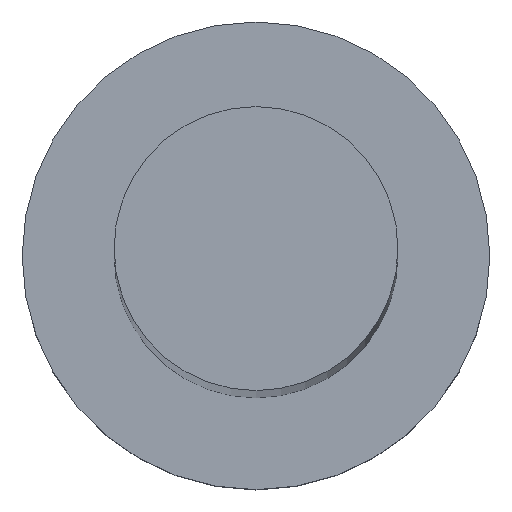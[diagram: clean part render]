
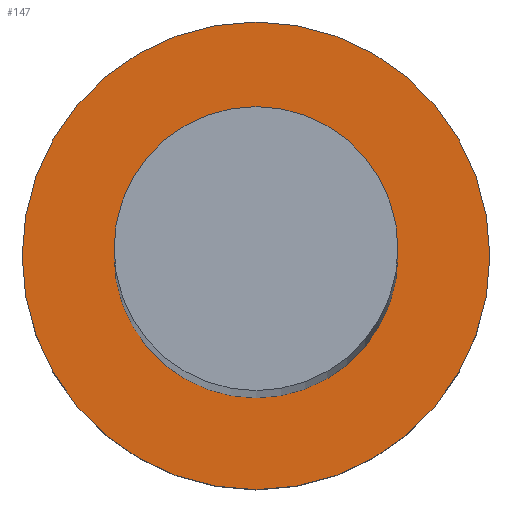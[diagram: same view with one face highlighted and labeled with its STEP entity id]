
A CAD part, top view. The second image highlights one B-rep face of the part: STEP entity #147.
In plain terms, the highlighted planar face has unit normal (0, 0, 1).
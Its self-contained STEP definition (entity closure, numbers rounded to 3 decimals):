
#5 = CIRCLE ( 'NONE', #254, 4.25 ) ;
#14 = CIRCLE ( 'NONE', #78, 4.25 ) ;
#15 = AXIS2_PLACEMENT_3D ( 'NONE', #134, #34, #113 ) ;
#17 = CARTESIAN_POINT ( 'NONE',  ( -4.25, 0., 5. ) ) ;
#21 = EDGE_CURVE ( 'NONE', #242, #45, #167, .T. ) ;
#34 = DIRECTION ( 'NONE',  ( 0., 0., 1. ) ) ;
#45 = VERTEX_POINT ( 'NONE', #63 ) ;
#47 = DIRECTION ( 'NONE',  ( 1., 0., 0. ) ) ;
#48 = AXIS2_PLACEMENT_3D ( 'NONE', #206, #207, #107 ) ;
#53 = CARTESIAN_POINT ( 'NONE',  ( 0., 0., 5. ) ) ;
#63 = CARTESIAN_POINT ( 'NONE',  ( 7., 0., 5. ) ) ;
#67 = EDGE_CURVE ( 'NONE', #45, #242, #201, .T. ) ;
#74 = EDGE_CURVE ( 'NONE', #203, #247, #14, .T. ) ;
#78 = AXIS2_PLACEMENT_3D ( 'NONE', #248, #90, #47 ) ;
#83 = ORIENTED_EDGE ( 'NONE', *, *, #21, .T. ) ;
#86 = DIRECTION ( 'NONE',  ( 0., 0., 1. ) ) ;
#88 = EDGE_LOOP ( 'NONE', ( #238, #225 ) ) ;
#90 = DIRECTION ( 'NONE',  ( 0., 0., 1. ) ) ;
#91 = AXIS2_PLACEMENT_3D ( 'NONE', #190, #86, #188 ) ;
#94 = DIRECTION ( 'NONE',  ( 1., 0., 0. ) ) ;
#97 = DIRECTION ( 'NONE',  ( 0., 0., 1. ) ) ;
#102 = ORIENTED_EDGE ( 'NONE', *, *, #67, .T. ) ;
#107 = DIRECTION ( 'NONE',  ( 1., 0., 0. ) ) ;
#113 = DIRECTION ( 'NONE',  ( 1., 0., 0. ) ) ;
#121 = FACE_BOUND ( 'NONE', #88, .T. ) ;
#125 = EDGE_LOOP ( 'NONE', ( #83, #102 ) ) ;
#134 = CARTESIAN_POINT ( 'NONE',  ( 0., 0., 5. ) ) ;
#147 = ADVANCED_FACE ( 'NONE', ( #121, #212 ), #230, .T. ) ;
#155 = CARTESIAN_POINT ( 'NONE',  ( 4.25, 0., 5. ) ) ;
#167 = CIRCLE ( 'NONE', #91, 7. ) ;
#168 = EDGE_CURVE ( 'NONE', #247, #203, #5, .T. ) ;
#188 = DIRECTION ( 'NONE',  ( 1., 0., 0. ) ) ;
#190 = CARTESIAN_POINT ( 'NONE',  ( 0., 0., 5. ) ) ;
#201 = CIRCLE ( 'NONE', #48, 7. ) ;
#203 = VERTEX_POINT ( 'NONE', #17 ) ;
#206 = CARTESIAN_POINT ( 'NONE',  ( 0., 0., 5. ) ) ;
#207 = DIRECTION ( 'NONE',  ( 0., 0., 1. ) ) ;
#212 = FACE_OUTER_BOUND ( 'NONE', #125, .T. ) ;
#225 = ORIENTED_EDGE ( 'NONE', *, *, #168, .F. ) ;
#230 = PLANE ( 'NONE',  #15 ) ;
#235 = CARTESIAN_POINT ( 'NONE',  ( -7., 0., 5. ) ) ;
#238 = ORIENTED_EDGE ( 'NONE', *, *, #74, .F. ) ;
#242 = VERTEX_POINT ( 'NONE', #235 ) ;
#247 = VERTEX_POINT ( 'NONE', #155 ) ;
#248 = CARTESIAN_POINT ( 'NONE',  ( 0., 0., 5. ) ) ;
#254 = AXIS2_PLACEMENT_3D ( 'NONE', #53, #97, #94 ) ;
